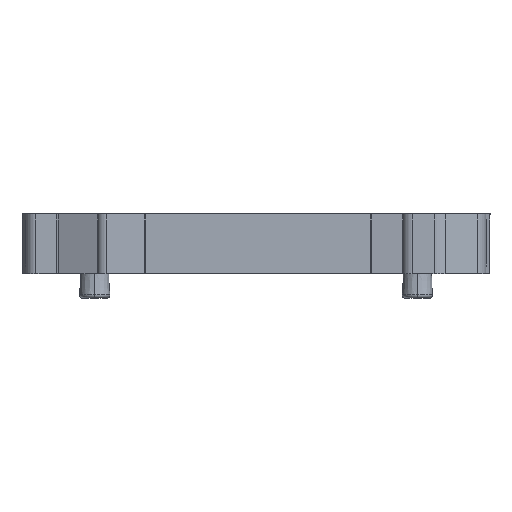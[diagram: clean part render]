
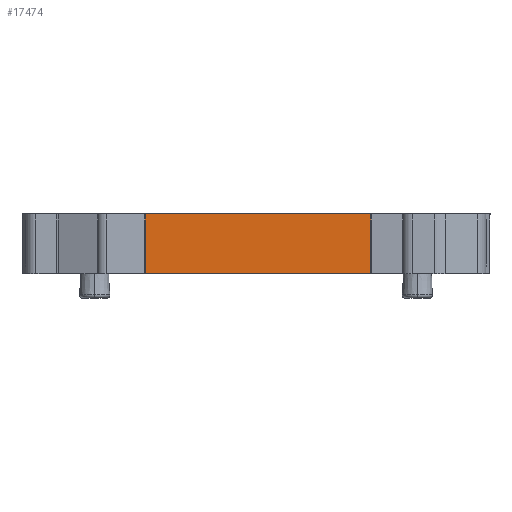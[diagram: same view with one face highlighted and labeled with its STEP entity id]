
A CAD part, front view. The second image highlights one B-rep face of the part: STEP entity #17474.
In plain terms, the highlighted planar face has unit normal (0, -1, 0).
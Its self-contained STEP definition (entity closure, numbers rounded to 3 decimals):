
#316 = PLANE('',#317);
#317 = AXIS2_PLACEMENT_3D('',#318,#319,#320);
#318 = CARTESIAN_POINT('',(0.,0.5,6.1));
#319 = DIRECTION('',(0.,0.,1.));
#320 = DIRECTION('',(1.,0.,0.));
#531 = PLANE('',#532);
#532 = AXIS2_PLACEMENT_3D('',#533,#534,#535);
#533 = CARTESIAN_POINT('',(0.,0.5,0.));
#534 = DIRECTION('',(0.,0.,1.));
#535 = DIRECTION('',(1.,0.,0.));
#4720 = VERTEX_POINT('',#4721);
#4721 = CARTESIAN_POINT('',(11.721,0.8,6.1));
#4736 = CYLINDRICAL_SURFACE('',#4737,1.);
#4737 = AXIS2_PLACEMENT_3D('',#4738,#4739,#4740);
#4738 = CARTESIAN_POINT('',(11.721,-0.2,6.1));
#4739 = DIRECTION('',(0.,0.,1.));
#4740 = DIRECTION('',(1.,0.,0.));
#4748 = EDGE_CURVE('',#4749,#4720,#4751,.T.);
#4749 = VERTEX_POINT('',#4750);
#4750 = CARTESIAN_POINT('',(-11.321,0.8,6.1));
#4751 = SURFACE_CURVE('',#4752,(#4756,#4763),.PCURVE_S1.);
#4752 = LINE('',#4753,#4754);
#4753 = CARTESIAN_POINT('',(-11.321,0.8,6.1));
#4754 = VECTOR('',#4755,1.);
#4755 = DIRECTION('',(1.,0.,0.));
#4756 = PCURVE('',#316,#4757);
#4757 = DEFINITIONAL_REPRESENTATION('',(#4758),#4762);
#4758 = LINE('',#4759,#4760);
#4759 = CARTESIAN_POINT('',(-11.321,0.3));
#4760 = VECTOR('',#4761,1.);
#4761 = DIRECTION('',(1.,0.));
#4762 = ( GEOMETRIC_REPRESENTATION_CONTEXT(2) 
PARAMETRIC_REPRESENTATION_CONTEXT() REPRESENTATION_CONTEXT('2D SPACE',''
  ) );
#4763 = PCURVE('',#4764,#4769);
#4764 = PLANE('',#4765);
#4765 = AXIS2_PLACEMENT_3D('',#4766,#4767,#4768);
#4766 = CARTESIAN_POINT('',(11.721,0.8,6.1));
#4767 = DIRECTION('',(0.,1.,0.));
#4768 = DIRECTION('',(-1.,0.,0.));
#4769 = DEFINITIONAL_REPRESENTATION('',(#4770),#4774);
#4770 = LINE('',#4771,#4772);
#4771 = CARTESIAN_POINT('',(23.042,0.));
#4772 = VECTOR('',#4773,1.);
#4773 = DIRECTION('',(-1.,0.));
#4774 = ( GEOMETRIC_REPRESENTATION_CONTEXT(2) 
PARAMETRIC_REPRESENTATION_CONTEXT() REPRESENTATION_CONTEXT('2D SPACE',''
  ) );
#4793 = CYLINDRICAL_SURFACE('',#4794,1.);
#4794 = AXIS2_PLACEMENT_3D('',#4795,#4796,#4797);
#4795 = CARTESIAN_POINT('',(-11.321,-0.2,6.1));
#4796 = DIRECTION('',(0.,0.,1.));
#4797 = DIRECTION('',(1.,0.,0.));
#8642 = VERTEX_POINT('',#8643);
#8643 = CARTESIAN_POINT('',(-11.321,0.8,0.));
#8665 = EDGE_CURVE('',#8666,#8642,#8668,.T.);
#8666 = VERTEX_POINT('',#8667);
#8667 = CARTESIAN_POINT('',(11.721,0.8,0.));
#8668 = SURFACE_CURVE('',#8669,(#8673,#8680),.PCURVE_S1.);
#8669 = LINE('',#8670,#8671);
#8670 = CARTESIAN_POINT('',(11.721,0.8,0.));
#8671 = VECTOR('',#8672,1.);
#8672 = DIRECTION('',(-1.,0.,0.));
#8673 = PCURVE('',#531,#8674);
#8674 = DEFINITIONAL_REPRESENTATION('',(#8675),#8679);
#8675 = LINE('',#8676,#8677);
#8676 = CARTESIAN_POINT('',(11.721,0.3));
#8677 = VECTOR('',#8678,1.);
#8678 = DIRECTION('',(-1.,0.));
#8679 = ( GEOMETRIC_REPRESENTATION_CONTEXT(2) 
PARAMETRIC_REPRESENTATION_CONTEXT() REPRESENTATION_CONTEXT('2D SPACE',''
  ) );
#8680 = PCURVE('',#4764,#8681);
#8681 = DEFINITIONAL_REPRESENTATION('',(#8682),#8686);
#8682 = LINE('',#8683,#8684);
#8683 = CARTESIAN_POINT('',(0.,-6.1));
#8684 = VECTOR('',#8685,1.);
#8685 = DIRECTION('',(1.,0.));
#8686 = ( GEOMETRIC_REPRESENTATION_CONTEXT(2) 
PARAMETRIC_REPRESENTATION_CONTEXT() REPRESENTATION_CONTEXT('2D SPACE',''
  ) );
#17454 = EDGE_CURVE('',#4720,#8666,#17455,.T.);
#17455 = SURFACE_CURVE('',#17456,(#17460,#17467),.PCURVE_S1.);
#17456 = LINE('',#17457,#17458);
#17457 = CARTESIAN_POINT('',(11.721,0.8,6.1));
#17458 = VECTOR('',#17459,1.);
#17459 = DIRECTION('',(0.,0.,-1.));
#17460 = PCURVE('',#4736,#17461);
#17461 = DEFINITIONAL_REPRESENTATION('',(#17462),#17466);
#17462 = LINE('',#17463,#17464);
#17463 = CARTESIAN_POINT('',(1.571,0.));
#17464 = VECTOR('',#17465,1.);
#17465 = DIRECTION('',(0.,-1.));
#17466 = ( GEOMETRIC_REPRESENTATION_CONTEXT(2) 
PARAMETRIC_REPRESENTATION_CONTEXT() REPRESENTATION_CONTEXT('2D SPACE',''
  ) );
#17467 = PCURVE('',#4764,#17468);
#17468 = DEFINITIONAL_REPRESENTATION('',(#17469),#17473);
#17469 = LINE('',#17470,#17471);
#17470 = CARTESIAN_POINT('',(0.,0.));
#17471 = VECTOR('',#17472,1.);
#17472 = DIRECTION('',(0.,-1.));
#17473 = ( GEOMETRIC_REPRESENTATION_CONTEXT(2) 
PARAMETRIC_REPRESENTATION_CONTEXT() REPRESENTATION_CONTEXT('2D SPACE',''
  ) );
#17474 = ADVANCED_FACE('',(#17475),#4764,.F.);
#17475 = FACE_BOUND('',#17476,.F.);
#17476 = EDGE_LOOP('',(#17477,#17478,#17499,#17500));
#17477 = ORIENTED_EDGE('',*,*,#8665,.T.);
#17478 = ORIENTED_EDGE('',*,*,#17479,.F.);
#17479 = EDGE_CURVE('',#4749,#8642,#17480,.T.);
#17480 = SURFACE_CURVE('',#17481,(#17485,#17492),.PCURVE_S1.);
#17481 = LINE('',#17482,#17483);
#17482 = CARTESIAN_POINT('',(-11.321,0.8,6.1));
#17483 = VECTOR('',#17484,1.);
#17484 = DIRECTION('',(0.,0.,-1.));
#17485 = PCURVE('',#4764,#17486);
#17486 = DEFINITIONAL_REPRESENTATION('',(#17487),#17491);
#17487 = LINE('',#17488,#17489);
#17488 = CARTESIAN_POINT('',(23.042,0.));
#17489 = VECTOR('',#17490,1.);
#17490 = DIRECTION('',(0.,-1.));
#17491 = ( GEOMETRIC_REPRESENTATION_CONTEXT(2) 
PARAMETRIC_REPRESENTATION_CONTEXT() REPRESENTATION_CONTEXT('2D SPACE',''
  ) );
#17492 = PCURVE('',#4793,#17493);
#17493 = DEFINITIONAL_REPRESENTATION('',(#17494),#17498);
#17494 = LINE('',#17495,#17496);
#17495 = CARTESIAN_POINT('',(1.571,0.));
#17496 = VECTOR('',#17497,1.);
#17497 = DIRECTION('',(0.,-1.));
#17498 = ( GEOMETRIC_REPRESENTATION_CONTEXT(2) 
PARAMETRIC_REPRESENTATION_CONTEXT() REPRESENTATION_CONTEXT('2D SPACE',''
  ) );
#17499 = ORIENTED_EDGE('',*,*,#4748,.T.);
#17500 = ORIENTED_EDGE('',*,*,#17454,.T.);
